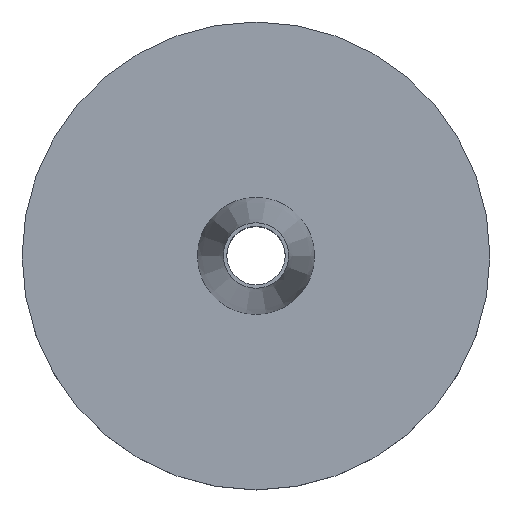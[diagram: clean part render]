
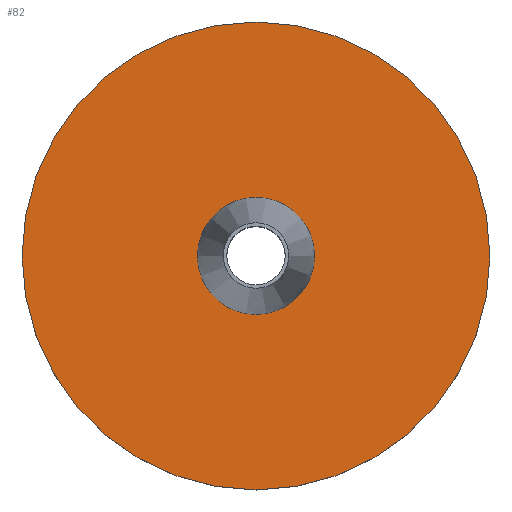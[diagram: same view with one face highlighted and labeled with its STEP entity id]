
A CAD part, top view. The second image highlights one B-rep face of the part: STEP entity #82.
In plain terms, the highlighted planar face has unit normal (0, 0, 1).
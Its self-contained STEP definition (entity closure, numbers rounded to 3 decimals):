
#27=ORIENTED_EDGE('',*,*,#37,.F.);
#28=ORIENTED_EDGE('',*,*,#39,.T.);
#37=EDGE_CURVE('',#43,#43,#49,.T.);
#39=EDGE_CURVE('',#45,#45,#51,.T.);
#43=VERTEX_POINT('',#145);
#45=VERTEX_POINT('',#150);
#49=CIRCLE('',#103,4.);
#51=CIRCLE('',#106,1.);
#57=EDGE_LOOP('',(#27));
#58=EDGE_LOOP('',(#28));
#69=FACE_BOUND('',#57,.T.);
#70=FACE_BOUND('',#58,.T.);
#78=PLANE('',#105);
#82=ADVANCED_FACE('',(#69,#70),#78,.F.);
#103=AXIS2_PLACEMENT_3D('',#144,#121,#122);
#105=AXIS2_PLACEMENT_3D('',#148,#125,#126);
#106=AXIS2_PLACEMENT_3D('',#149,#127,#128);
#121=DIRECTION('',(0.,0.,-1.));
#122=DIRECTION('',(1.,0.,0.));
#125=DIRECTION('',(0.,0.,-1.));
#126=DIRECTION('',(-1.,0.,0.));
#127=DIRECTION('',(0.,0.,-1.));
#128=DIRECTION('',(-1.,0.,0.));
#144=CARTESIAN_POINT('',(0.,0.,1.));
#145=CARTESIAN_POINT('',(4.,0.,1.));
#148=CARTESIAN_POINT('',(0.,0.,1.));
#149=CARTESIAN_POINT('',(0.,0.,1.));
#150=CARTESIAN_POINT('',(-1.,0.,1.));
